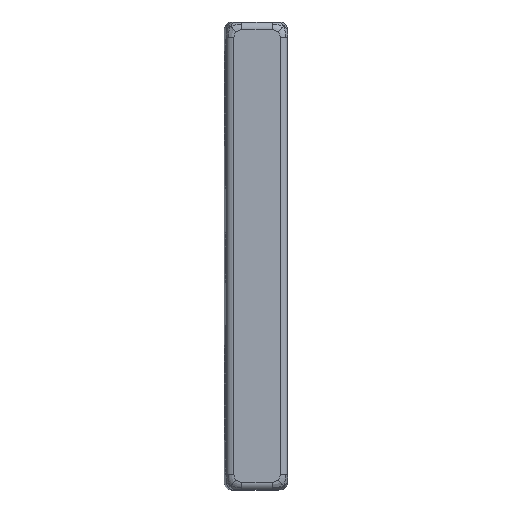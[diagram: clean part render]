
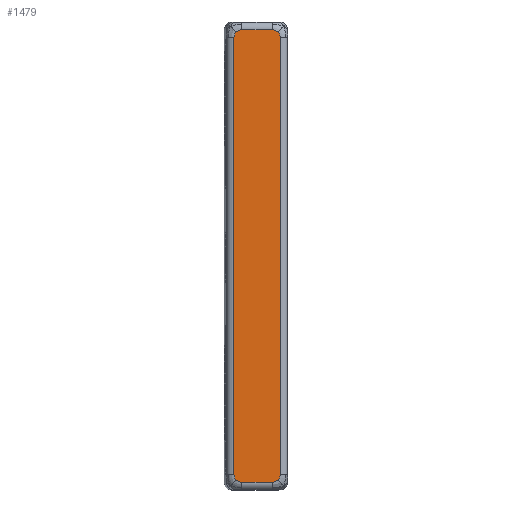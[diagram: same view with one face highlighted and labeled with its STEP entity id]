
A CAD part, front view. The second image highlights one B-rep face of the part: STEP entity #1479.
In plain terms, the highlighted planar face has unit normal (0.002, -1, 0).
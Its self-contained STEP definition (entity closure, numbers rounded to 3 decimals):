
#70=PLANE('',#1652);
#79=LINE('',#4219,#118);
#84=LINE('',#4305,#123);
#89=LINE('',#4312,#128);
#93=LINE('',#4318,#132);
#118=VECTOR('',#1883,10.);
#123=VECTOR('',#1902,10.);
#128=VECTOR('',#1911,10.);
#132=VECTOR('',#1919,10.);
#238=FACE_OUTER_BOUND('',#349,.T.);
#349=EDGE_LOOP('',(#1251,#1252,#1253,#1254,#1255,#1256,#1257,#1258,#1259,
#1260,#1261,#1262));
#386=CIRCLE('',#1526,1.);
#398=CIRCLE('',#1538,1.);
#401=CIRCLE('',#1541,1.);
#412=CIRCLE('',#1552,1.);
#415=CIRCLE('',#1555,1.);
#438=CIRCLE('',#1578,1.);
#441=CIRCLE('',#1581,1.);
#473=CIRCLE('',#1617,1.);
#560=VERTEX_POINT('',#2304);
#561=VERTEX_POINT('',#2311);
#576=VERTEX_POINT('',#2596);
#577=VERTEX_POINT('',#2603);
#579=VERTEX_POINT('',#2649);
#592=VERTEX_POINT('',#2926);
#593=VERTEX_POINT('',#2933);
#595=VERTEX_POINT('',#2979);
#624=VERTEX_POINT('',#3548);
#625=VERTEX_POINT('',#3555);
#627=VERTEX_POINT('',#3601);
#653=VERTEX_POINT('',#4301);
#706=EDGE_CURVE('',#560,#561,#386,.T.);
#726=EDGE_CURVE('',#576,#577,#398,.T.);
#730=EDGE_CURVE('',#579,#576,#401,.T.);
#748=EDGE_CURVE('',#592,#593,#412,.T.);
#752=EDGE_CURVE('',#595,#592,#415,.T.);
#790=EDGE_CURVE('',#624,#625,#438,.T.);
#794=EDGE_CURVE('',#627,#624,#441,.T.);
#835=EDGE_CURVE('',#625,#579,#79,.T.);
#843=EDGE_CURVE('',#653,#560,#473,.T.);
#844=EDGE_CURVE('',#561,#595,#84,.T.);
#849=EDGE_CURVE('',#577,#653,#89,.T.);
#853=EDGE_CURVE('',#593,#627,#93,.T.);
#1251=ORIENTED_EDGE('',*,*,#843,.F.);
#1252=ORIENTED_EDGE('',*,*,#849,.F.);
#1253=ORIENTED_EDGE('',*,*,#726,.F.);
#1254=ORIENTED_EDGE('',*,*,#730,.F.);
#1255=ORIENTED_EDGE('',*,*,#835,.F.);
#1256=ORIENTED_EDGE('',*,*,#790,.F.);
#1257=ORIENTED_EDGE('',*,*,#794,.F.);
#1258=ORIENTED_EDGE('',*,*,#853,.F.);
#1259=ORIENTED_EDGE('',*,*,#748,.F.);
#1260=ORIENTED_EDGE('',*,*,#752,.F.);
#1261=ORIENTED_EDGE('',*,*,#844,.F.);
#1262=ORIENTED_EDGE('',*,*,#706,.F.);
#1479=ADVANCED_FACE('',(#238),#70,.T.);
#1526=AXIS2_PLACEMENT_3D('',#2312,#1708,#1709);
#1538=AXIS2_PLACEMENT_3D('',#2604,#1732,#1733);
#1541=AXIS2_PLACEMENT_3D('',#2651,#1738,#1739);
#1552=AXIS2_PLACEMENT_3D('',#2934,#1760,#1761);
#1555=AXIS2_PLACEMENT_3D('',#2981,#1766,#1767);
#1578=AXIS2_PLACEMENT_3D('',#3556,#1812,#1813);
#1581=AXIS2_PLACEMENT_3D('',#3603,#1818,#1819);
#1617=AXIS2_PLACEMENT_3D('',#4303,#1898,#1899);
#1652=AXIS2_PLACEMENT_3D('',#4376,#1984,#1985);
#1708=DIRECTION('center_axis',(-0.002,1.,0.));
#1709=DIRECTION('ref_axis',(-0.707,-0.001,0.707));
#1732=DIRECTION('center_axis',(-0.002,1.,0.));
#1733=DIRECTION('ref_axis',(-0.707,-0.001,-0.707));
#1738=DIRECTION('center_axis',(-0.002,1.,0.));
#1739=DIRECTION('ref_axis',(-0.707,-0.001,-0.707));
#1760=DIRECTION('center_axis',(-0.002,1.,0.));
#1761=DIRECTION('ref_axis',(0.707,0.001,0.707));
#1766=DIRECTION('center_axis',(-0.002,1.,0.));
#1767=DIRECTION('ref_axis',(0.707,0.001,0.707));
#1812=DIRECTION('center_axis',(-0.002,1.,0.));
#1813=DIRECTION('ref_axis',(0.707,0.001,-0.707));
#1818=DIRECTION('center_axis',(-0.002,1.,0.));
#1819=DIRECTION('ref_axis',(0.707,0.001,-0.707));
#1883=DIRECTION('',(-1.,-0.002,0.));
#1898=DIRECTION('center_axis',(-0.002,1.,0.));
#1899=DIRECTION('ref_axis',(-0.707,-0.001,0.707));
#1902=DIRECTION('',(1.,0.002,0.));
#1911=DIRECTION('',(0.,0.,1.));
#1919=DIRECTION('',(0.,0.,-1.));
#1984=DIRECTION('center_axis',(0.002,-1.,0.));
#1985=DIRECTION('ref_axis',(0.,0.,
1.));
#2304=CARTESIAN_POINT('',(-237.94,89.533,152.968));
#2311=CARTESIAN_POINT('',(-237.233,89.534,153.261));
#2312=CARTESIAN_POINT('Origin',(-237.233,89.534,152.261));
#2596=CARTESIAN_POINT('',(-237.94,89.533,94.781));
#2603=CARTESIAN_POINT('',(-238.233,89.532,95.488));
#2604=CARTESIAN_POINT('Origin',(-237.233,89.534,95.488));
#2649=CARTESIAN_POINT('',(-237.233,89.534,94.489));
#2651=CARTESIAN_POINT('Origin',(-237.233,89.534,95.488));
#2926=CARTESIAN_POINT('',(-232.526,89.544,152.968));
#2933=CARTESIAN_POINT('',(-232.233,89.545,152.261));
#2934=CARTESIAN_POINT('Origin',(-233.233,89.542,152.261));
#2979=CARTESIAN_POINT('',(-233.233,89.542,153.261));
#2981=CARTESIAN_POINT('Origin',(-233.233,89.542,152.261));
#3548=CARTESIAN_POINT('',(-232.526,89.544,94.781));
#3555=CARTESIAN_POINT('',(-233.233,89.542,94.489));
#3556=CARTESIAN_POINT('Origin',(-233.233,89.542,95.488));
#3601=CARTESIAN_POINT('',(-232.233,89.545,95.488));
#3603=CARTESIAN_POINT('Origin',(-233.233,89.542,95.488));
#4219=CARTESIAN_POINT('',(-235.233,89.538,94.489));
#4301=CARTESIAN_POINT('',(-238.233,89.532,152.261));
#4303=CARTESIAN_POINT('Origin',(-237.233,89.534,152.261));
#4305=CARTESIAN_POINT('',(-235.233,89.538,153.261));
#4312=CARTESIAN_POINT('',(-238.233,89.532,108.682));
#4318=CARTESIAN_POINT('',(-232.233,89.545,108.682));
#4376=CARTESIAN_POINT('Origin',(-235.233,89.538,93.489));
